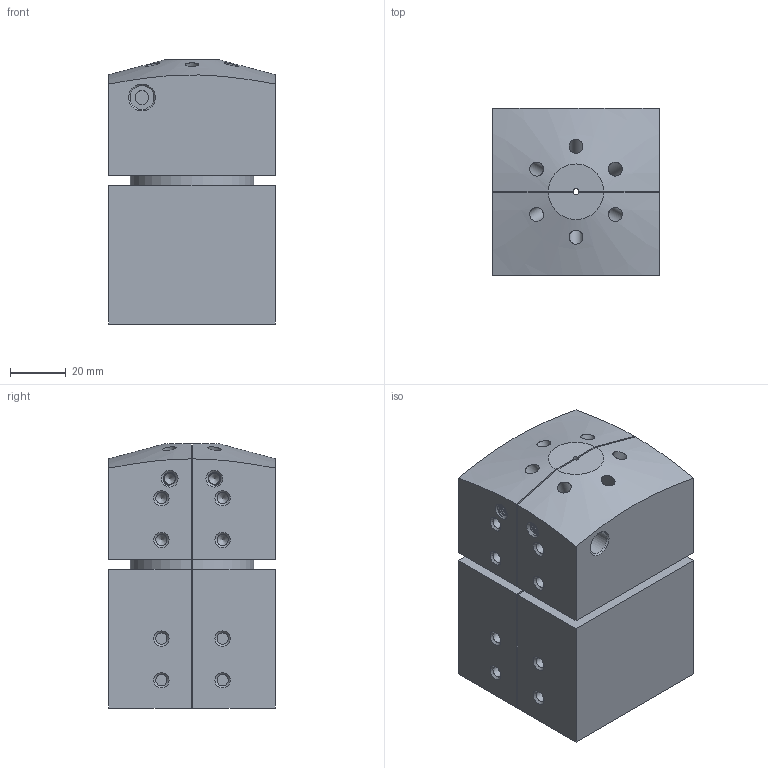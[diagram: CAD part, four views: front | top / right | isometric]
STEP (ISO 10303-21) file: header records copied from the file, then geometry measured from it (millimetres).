
FILE_DESCRIPTION(/* description */ ('Alibre Inc.'),/* implementation_level */ '2;1');
FILE_NAME(/* name */ 'export-5C56E96A-9311-4F05-A2CD-924AF88F9E7D',/* time_stamp */ '2020-05-13T10:31:57+02:00',/* author */ (''),/* organization */ (''),/* preprocessor_version */ 'ST-DEVELOPER v17',/* originating_system */ 'Alibre',/* authorisation */ '');
FILE_SCHEMA (('CONFIG_CONTROL_DESIGN'));
Length unit declared in the file: centimetre
Products named in the file (1): ID_1
Bounding box: 60 x 60 x 95 mm (x, y, z)
Volume: 293983.4 mm3; surface area: 52659.6 mm2
Topology: 2 solids, 2 shells, 152 faces, 432 edges, 282 vertices
Faces by surface type: cylinder 62, plane 46, cone 36, bspline 8
Full cylindrical faces by diameter (mm): 1 x6, 4 x29, 5 x12, 6.5 x4, 8.6 x2
Entity records: 7870 total; most frequent: CARTESIAN_POINT 5290, ORIENTED_EDGE 466, DIRECTION 430, FACE_BOUND 238, EDGE_CURVE 233, EDGE_LOOP 232, AXIS2_PLACEMENT_3D 202, VERTEX_POINT 185
